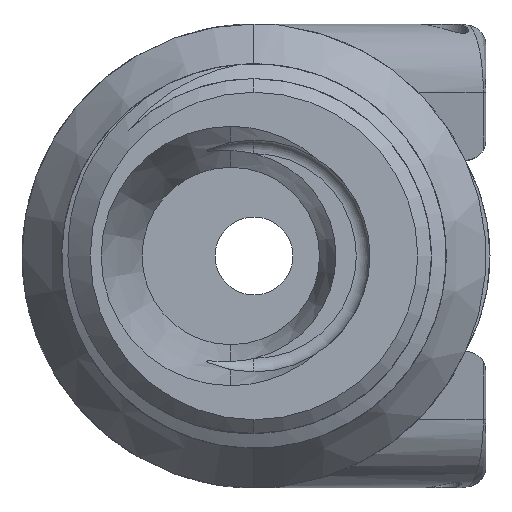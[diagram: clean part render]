
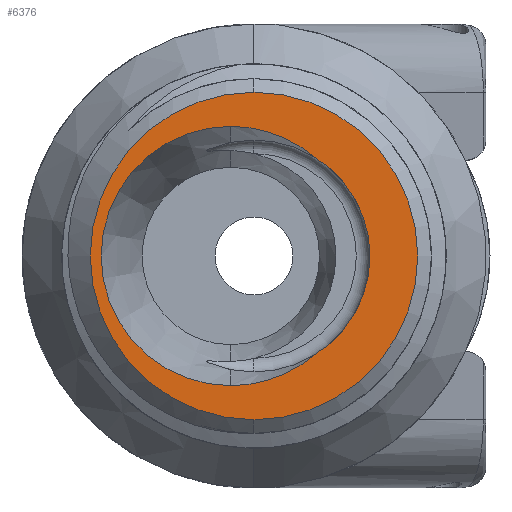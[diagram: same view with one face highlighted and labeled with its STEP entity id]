
A CAD part, front view. The second image highlights one B-rep face of the part: STEP entity #6376.
In plain terms, the highlighted planar face has unit normal (0, -1, 0).
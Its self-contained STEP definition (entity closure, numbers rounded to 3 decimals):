
#22 = AXIS2_PLACEMENT_3D ( 'NONE', #7209, #3656, #2995 ) ;
#102 = EDGE_CURVE ( 'NONE', #4055, #3695, #7513, .T. ) ;
#186 = CARTESIAN_POINT ( 'NONE',  ( 0., 0., 0. ) ) ;
#207 = CARTESIAN_POINT ( 'NONE',  ( 0., 0., -12. ) ) ;
#299 = CARTESIAN_POINT ( 'NONE',  ( 0., 0., 0. ) ) ;
#604 = EDGE_CURVE ( 'NONE', #2355, #901, #7123, .T. ) ;
#651 = DIRECTION ( 'NONE',  ( 0., 1., 0. ) ) ;
#722 = EDGE_CURVE ( 'NONE', #3695, #4055, #1723, .T. ) ;
#778 = CARTESIAN_POINT ( 'NONE',  ( 0., 0., 0. ) ) ;
#866 = EDGE_CURVE ( 'NONE', #4113, #2410, #4304, .T. ) ;
#901 = VERTEX_POINT ( 'NONE', #1039 ) ;
#936 = DIRECTION ( 'NONE',  ( 0., 1., 0. ) ) ;
#1039 = CARTESIAN_POINT ( 'NONE',  ( 4.444, 0., 7.246 ) ) ;
#1473 = PLANE ( 'NONE',  #3554 ) ;
#1723 = CIRCLE ( 'NONE', #6756, 12. ) ;
#1736 = DIRECTION ( 'NONE',  ( 0., 0., 1. ) ) ;
#1760 = CARTESIAN_POINT ( 'NONE',  ( -1.7, 0., 0. ) ) ;
#1805 = EDGE_CURVE ( 'NONE', #2355, #4113, #4556, .T. ) ;
#1966 = CIRCLE ( 'NONE', #3327, 9.5 ) ;
#2104 = CARTESIAN_POINT ( 'NONE',  ( -1.7, 0., -9.5 ) ) ;
#2355 = VERTEX_POINT ( 'NONE', #4025 ) ;
#2364 = AXIS2_PLACEMENT_3D ( 'NONE', #186, #7238, #3018 ) ;
#2410 = VERTEX_POINT ( 'NONE', #3151 ) ;
#2629 = DIRECTION ( 'NONE',  ( 0., 0., 1. ) ) ;
#2733 = EDGE_LOOP ( 'NONE', ( #5083, #2983 ) ) ;
#2983 = ORIENTED_EDGE ( 'NONE', *, *, #102, .F. ) ;
#2995 = DIRECTION ( 'NONE',  ( 0., 0., 1. ) ) ;
#3018 = DIRECTION ( 'NONE',  ( 0., 0., 1. ) ) ;
#3151 = CARTESIAN_POINT ( 'NONE',  ( -1.7, 0., 9.5 ) ) ;
#3158 = DIRECTION ( 'NONE',  ( 0., 1., 0. ) ) ;
#3312 = ORIENTED_EDGE ( 'NONE', *, *, #604, .F. ) ;
#3327 = AXIS2_PLACEMENT_3D ( 'NONE', #1760, #651, #5230 ) ;
#3554 = AXIS2_PLACEMENT_3D ( 'NONE', #299, #936, #2629 ) ;
#3656 = DIRECTION ( 'NONE',  ( 0., 1., 0. ) ) ;
#3695 = VERTEX_POINT ( 'NONE', #7352 ) ;
#3786 = CARTESIAN_POINT ( 'NONE',  ( 0., 0., 0. ) ) ;
#3976 = ORIENTED_EDGE ( 'NONE', *, *, #866, .T. ) ;
#4025 = CARTESIAN_POINT ( 'NONE',  ( 4.444, 0., -7.246 ) ) ;
#4055 = VERTEX_POINT ( 'NONE', #207 ) ;
#4113 = VERTEX_POINT ( 'NONE', #2104 ) ;
#4177 = DIRECTION ( 'NONE',  ( 0., -1., 0. ) ) ;
#4304 = CIRCLE ( 'NONE', #5291, 9.5 ) ;
#4556 = CIRCLE ( 'NONE', #22, 9.5 ) ;
#4629 = DIRECTION ( 'NONE',  ( 0., 1., 0. ) ) ;
#4752 = DIRECTION ( 'NONE',  ( 0., 0., -1. ) ) ;
#4909 = EDGE_LOOP ( 'NONE', ( #6301, #3976, #4993, #3312 ) ) ;
#4993 = ORIENTED_EDGE ( 'NONE', *, *, #5305, .T. ) ;
#5083 = ORIENTED_EDGE ( 'NONE', *, *, #722, .F. ) ;
#5230 = DIRECTION ( 'NONE',  ( 0., 0., 1. ) ) ;
#5291 = AXIS2_PLACEMENT_3D ( 'NONE', #6360, #4629, #1736 ) ;
#5305 = EDGE_CURVE ( 'NONE', #2410, #901, #1966, .T. ) ;
#5563 = FACE_BOUND ( 'NONE', #4909, .T. ) ;
#6095 = DIRECTION ( 'NONE',  ( 0., 0., 1. ) ) ;
#6217 = FACE_OUTER_BOUND ( 'NONE', #2733, .T. ) ;
#6301 = ORIENTED_EDGE ( 'NONE', *, *, #1805, .T. ) ;
#6360 = CARTESIAN_POINT ( 'NONE',  ( -1.7, 0., 0. ) ) ;
#6376 = ADVANCED_FACE ( 'NONE', ( #5563, #6217 ), #1473, .F. ) ;
#6634 = AXIS2_PLACEMENT_3D ( 'NONE', #778, #4177, #4752 ) ;
#6756 = AXIS2_PLACEMENT_3D ( 'NONE', #3786, #3158, #6095 ) ;
#7123 = CIRCLE ( 'NONE', #6634, 8.5 ) ;
#7209 = CARTESIAN_POINT ( 'NONE',  ( -1.7, 0., 0. ) ) ;
#7238 = DIRECTION ( 'NONE',  ( 0., 1., 0. ) ) ;
#7352 = CARTESIAN_POINT ( 'NONE',  ( 0., 0., 12. ) ) ;
#7513 = CIRCLE ( 'NONE', #2364, 12. ) ;
